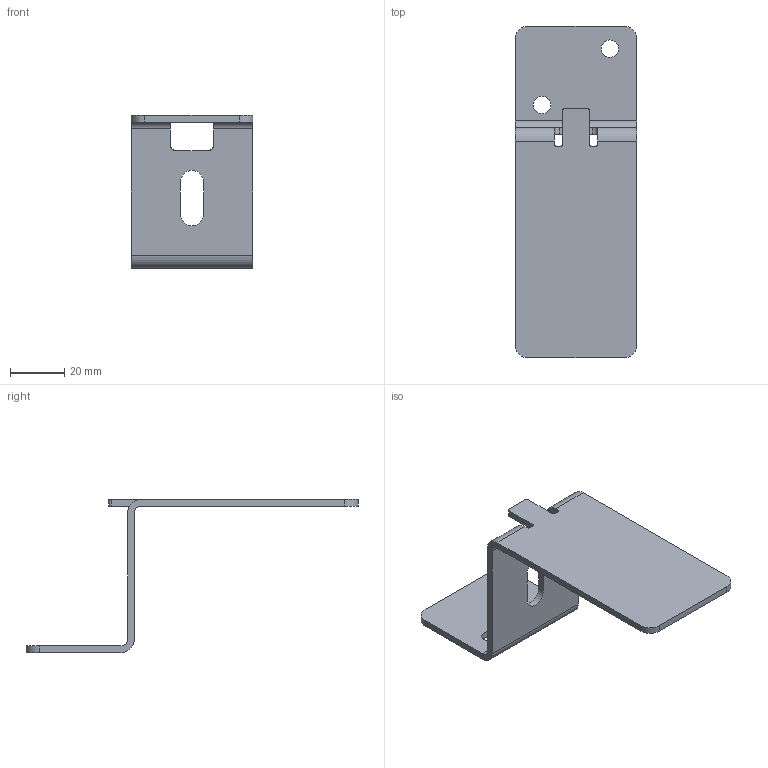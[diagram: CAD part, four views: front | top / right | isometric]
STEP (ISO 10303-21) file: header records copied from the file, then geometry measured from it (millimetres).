
FILE_DESCRIPTION(/* description */ (''),/* implementation_level */ '2;1');
FILE_NAME(/* name */ '21234.stp',/* time_stamp */ '2019-08-14T16:22:56+02:00',/* author */ ('Marc'),/* organization */ (''),/* preprocessor_version */ 'ST-DEVELOPER v17.2',/* originating_system */ 'Autodesk Inventor 2019',/* authorisation */ '');
FILE_SCHEMA (('AUTOMOTIVE_DESIGN { 1 0 10303 214 3 1 1 }'));
Length unit declared in the file: millimetre
Products named in the file (1): 21231
Bounding box: 45 x 122.5 x 56.5 mm (x, y, z)
Volume: 18597.4 mm3; surface area: 16395.5 mm2
Topology: 1 solids, 1 shells, 42 faces, 126 edges, 84 vertices
Faces by surface type: cylinder 22, plane 20
Full cylindrical faces by diameter (mm): 6.5 x2
Entity records: 1491 total; most frequent: DIRECTION 256, CARTESIAN_POINT 253, ORIENTED_EDGE 252, EDGE_CURVE 126, AXIS2_PLACEMENT_3D 87, VERTEX_POINT 84, LINE 82, VECTOR 82
